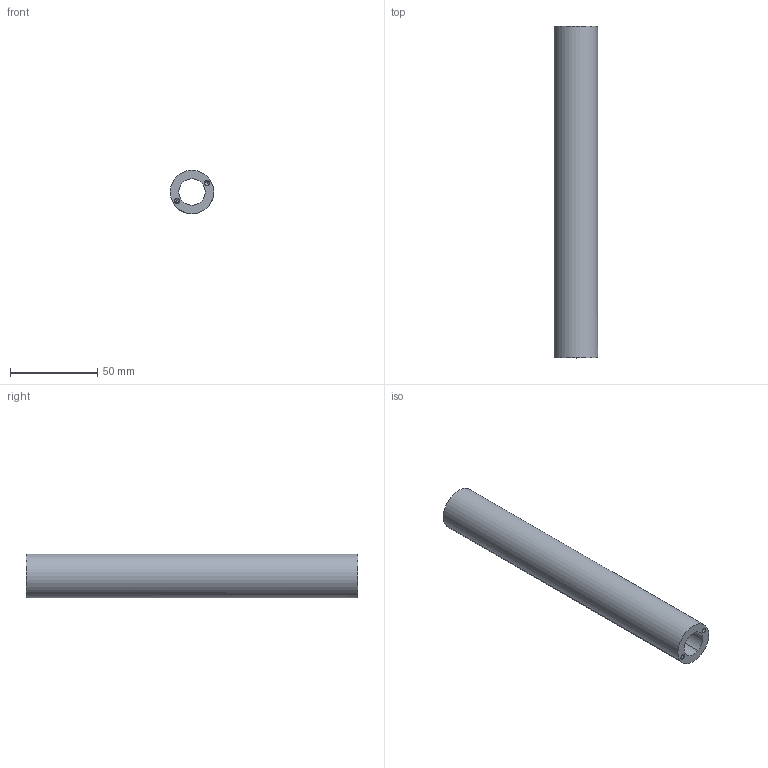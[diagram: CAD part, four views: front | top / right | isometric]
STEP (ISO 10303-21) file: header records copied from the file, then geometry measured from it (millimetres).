
FILE_DESCRIPTION(('Creo Elements/Direct Modeling STEP Export'),'2;1');
FILE_NAME('D008_Stütze.stp','2013-10-09T17:52:48',(''),(''),'Creo Elements/Direct Modeling STEP processor for AP214 (Solid Model)','Creo Elements/Direct Modeling 17.0D 15-Jul-2011 (C) Parametric Technology GmbH','');
FILE_SCHEMA(('AUTOMOTIVE_DESIGN { 1 0 10303 214 1 1 1 1 }'));
Length unit declared in the file: millimetre
Products named in the file (2): D008_Stütze.03; D008_Stütze
Assembly tree (1 placements, depth 2):
  D008_Stütze
    D008_Stütze.03
Bounding box: 25 x 190 x 25 mm (x, y, z)
Volume: 59131.1 mm3; surface area: 24725.9 mm2
Topology: 1 solids, 1 shells, 43 faces, 102 edges, 56 vertices
Faces by surface type: cylinder 20, cone 16, plane 7
Entity records: 1122 total; most frequent: ORIENTED_EDGE 188, DIRECTION 164, CARTESIAN_POINT 162, EDGE_CURVE 94, AXIS2_PLACEMENT_3D 58, VERTEX_POINT 56, EDGE_LOOP 48, VECTOR 48
